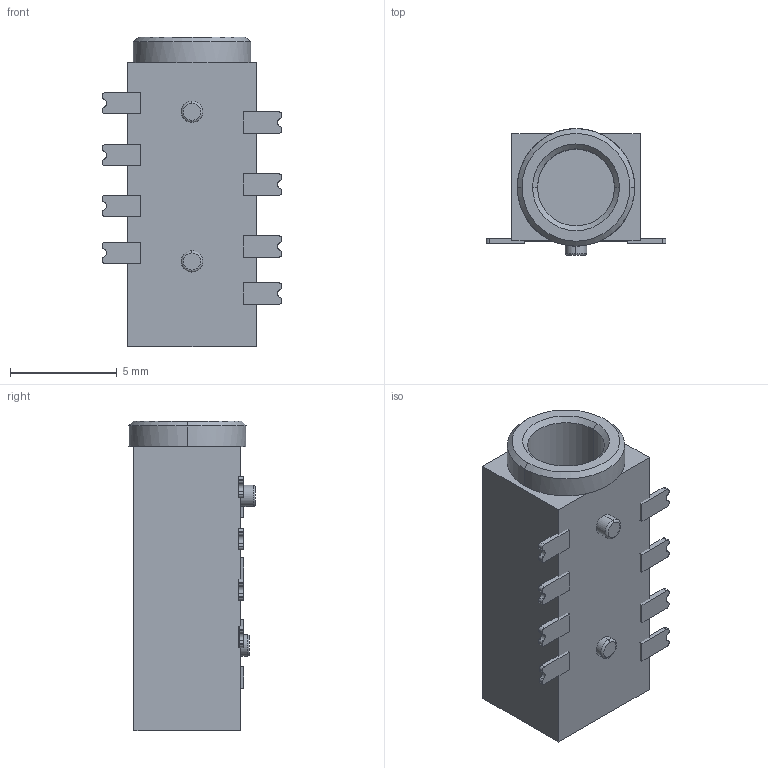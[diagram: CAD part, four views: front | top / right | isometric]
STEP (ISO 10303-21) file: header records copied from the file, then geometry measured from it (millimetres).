
FILE_DESCRIPTION (( 'STEP AP214' ), '1' );
FILE_NAME ('SJ3-35024K-SMT-TR.STEP', '2024-07-24T12:20:15', ( '' ), ( '' ), 'SwSTEP 2.0', 'SolidWorks 2016', '' );
FILE_SCHEMA (( 'AUTOMOTIVE_DESIGN' ));
Length unit declared in the file: millimetre
Products named in the file (1): SJ3-35024K-SMT-TR
Bounding box: 8.4 x 5.93 x 14.5 mm (x, y, z)
Volume: 316.9 mm3; surface area: 539.4 mm2
Topology: 9 solids, 9 shells, 129 faces, 312 edges, 204 vertices
Faces by surface type: plane 73, cylinder 48, torus 4, cone 4
Entity records: 3888 total; most frequent: DIRECTION 684, CARTESIAN_POINT 646, ORIENTED_EDGE 624, EDGE_CURVE 312, AXIS2_PLACEMENT_3D 242, VERTEX_POINT 204, LINE 200, VECTOR 200
